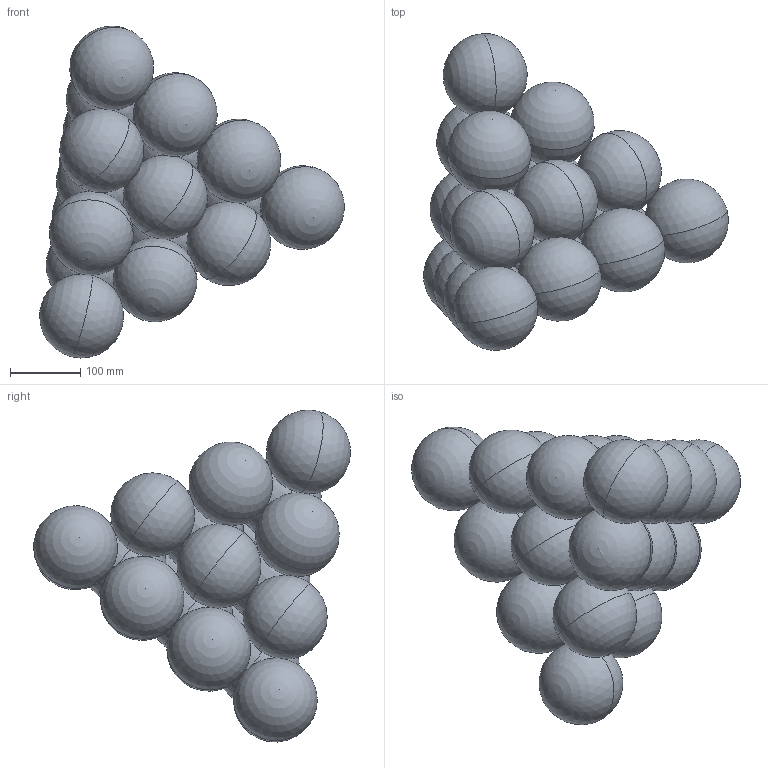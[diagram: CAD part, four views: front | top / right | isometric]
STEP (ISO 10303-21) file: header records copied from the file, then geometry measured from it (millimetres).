
FILE_DESCRIPTION (( 'STEP AP214' ), '1' );
FILE_NAME ('Pyramide.STEP', '2025-09-11T23:10:01', ( '' ), ( '' ), 'SwSTEP 2.0', 'SolidWorks 2024', '' );
FILE_SCHEMA (( 'AUTOMOTIVE_DESIGN' ));
Length unit declared in the file: millimetre
Products named in the file (3): Pyramide; Pièce1; Pièce2
Assembly tree (6 placements, depth 2):
  Pyramide
    Pièce1  x4
    Pièce2  x2
Bounding box: 435.23 x 452.12 x 474.16 mm (x, y, z)
Volume: 18095573.7 mm3; surface area: 904778.7 mm2
Topology: 20 solids, 20 shells, 40 faces, 140 edges, 100 vertices
Faces by surface type: sphere 40
Entity records: 449 total; most frequent: DIRECTION 74, CARTESIAN_POINT 51, AXIS2_PLACEMENT_3D 37, ORIENTED_EDGE 28, SPHERICAL_SURFACE 14, FACE_OUTER_BOUND 14, EDGE_CURVE 14, CIRCLE 14
